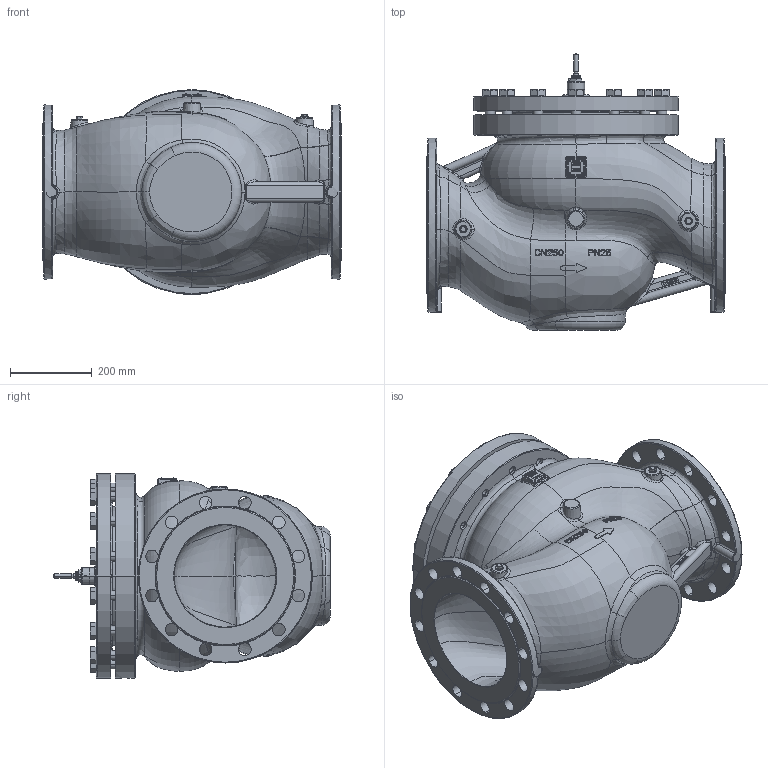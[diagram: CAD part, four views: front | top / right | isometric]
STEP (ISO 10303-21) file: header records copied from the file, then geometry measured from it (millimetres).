
FILE_DESCRIPTION((''),'2;1');
FILE_NAME('065B5513_VFG22_DN250_PN25_ASM','2024-03-25T16:11:11',('U384264'),('Danfoss'),'CREO PARAMETRIC BY PTC INC, 2022124','CREO PARAMETRIC BY PTC INC, 2022124','');
FILE_SCHEMA(('CONFIG_CONTROL_DESIGN'));
Products named in the file (13): 88650130_VALVE_B_VFG_DN250_PN25; 88650830_VALVE_C_VFG_DN250_PN25; 88652450_CONICAL_INS_DN250; 54590640; 88651450_CON_INS_SUB_DN250_ASM; 88652240_VFG_STEM_DN250; HEX_SCREW_DIN931_M24X80; 51817290_M5_ZATIC; LABEL_PLATE_37X37; 5589607; 54540510; 188610240; 065B5513_VFG22_DN250_PN25_ASM
Assembly tree (30 placements, depth 3):
  065B5513_VFG22_DN250_PN25_ASM
    88650130_VALVE_B_VFG_DN250_PN25
    88650830_VALVE_C_VFG_DN250_PN25
    88651450_CON_INS_SUB_DN250_ASM
      88652450_CONICAL_INS_DN250
      54590640
    88652240_VFG_STEM_DN250
    HEX_SCREW_DIN931_M24X80  x14
    51817290_M5_ZATIC
    LABEL_PLATE_37X37
    5589607  x4
    54540510  x2
    188610240  x2
Bounding box: 730 x 676.15 x 500 mm (x, y, z)
Volume: 44940096.9 mm3; surface area: 3660716.3 mm2
Topology: 29 solids, 80 shells, 3315 faces, 8707 edges, 5568 vertices
Faces by surface type: plane 1979, cylinder 514, bspline 330, cone 279, torus 139, extrusion 54, sphere 14, revolution 6
Entity records: 123973 total; most frequent: CARTESIAN_POINT 57016, ORIENTED_EDGE 15046, DIRECTION 11755, EDGE_CURVE 7599, VERTEX_POINT 4936, VECTOR 4129, LINE 4075, AXIS2_PLACEMENT_3D 3810
